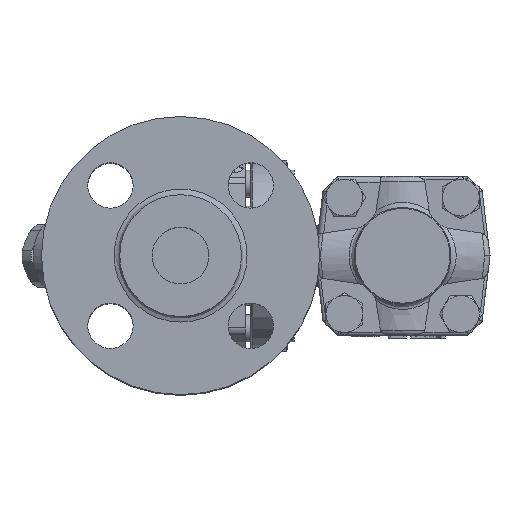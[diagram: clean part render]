
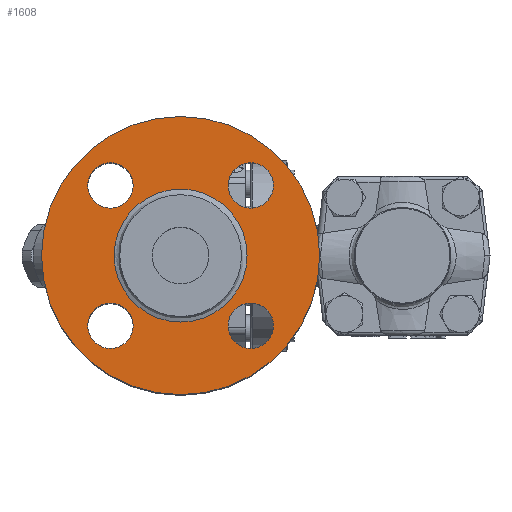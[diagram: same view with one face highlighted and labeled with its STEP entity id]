
A CAD part, top view. The second image highlights one B-rep face of the part: STEP entity #1608.
In plain terms, the highlighted planar face has unit normal (0, 0, 1).
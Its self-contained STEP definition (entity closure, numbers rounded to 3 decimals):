
#1480=CARTESIAN_POINT('',(-29.2,0.0,67.4));
#1481=VERTEX_POINT('',#1480);
#1482=CARTESIAN_POINT('',(-78.2,0.0,67.4));
#1483=DIRECTION('',(0.,0.0,1.0));
#1484=DIRECTION('',(1.0,0.0,0.));
#1485=AXIS2_PLACEMENT_3D('',#1482,#1483,#1484);
#1486=CIRCLE('',#1485,49.0);
#1487=EDGE_CURVE('',#1481,#1481,#1486,.T.);
#1530=CARTESIAN_POINT('',(-101.61,0.,67.4));
#1531=VERTEX_POINT('',#1530);
#1532=CARTESIAN_POINT('',(-78.2,0.0,67.4));
#1533=DIRECTION('',(0.,0.,1.0));
#1534=DIRECTION('',(1.0,0.,0.));
#1535=AXIS2_PLACEMENT_3D('',#1532,#1533,#1534);
#1536=CIRCLE('',#1535,23.41);
#1537=EDGE_CURVE('',#1531,#1531,#1536,.T.);
#1553=CARTESIAN_POINT('',(-42.975,0.0,67.4));
#1554=DIRECTION('',(0.,0.0,1.0));
#1555=DIRECTION('',(1.0,0.0,0.));
#1556=AXIS2_PLACEMENT_3D('',#1553,#1554,#1555);
#1557=PLANE('',#1556);
#1558=ORIENTED_EDGE('',*,*,#1487,.T.);
#1559=EDGE_LOOP('',(#1558));
#1560=FACE_OUTER_BOUND('',#1559,.T.);
#1561=CARTESIAN_POINT('',(-45.487,24.713,67.4));
#1562=VERTEX_POINT('',#1561);
#1563=CARTESIAN_POINT('',(-53.487,24.713,67.4));
#1564=DIRECTION('',(0.,0.0,-1.0));
#1565=DIRECTION('',(1.0,0.0,0.));
#1566=AXIS2_PLACEMENT_3D('',#1563,#1564,#1565);
#1567=CIRCLE('',#1566,8.0);
#1568=EDGE_CURVE('',#1562,#1562,#1567,.T.);
#1569=ORIENTED_EDGE('',*,*,#1568,.T.);
#1570=EDGE_LOOP('',(#1569));
#1571=FACE_BOUND('',#1570,.T.);
#1572=CARTESIAN_POINT('',(-102.913,32.713,67.4));
#1573=VERTEX_POINT('',#1572);
#1574=CARTESIAN_POINT('',(-102.913,24.713,67.4));
#1575=DIRECTION('',(0.,0.,-1.0));
#1576=DIRECTION('',(0.,1.0,0.));
#1577=AXIS2_PLACEMENT_3D('',#1574,#1575,#1576);
#1578=CIRCLE('',#1577,8.0);
#1579=EDGE_CURVE('',#1573,#1573,#1578,.T.);
#1580=ORIENTED_EDGE('',*,*,#1579,.T.);
#1581=EDGE_LOOP('',(#1580));
#1582=FACE_BOUND('',#1581,.T.);
#1583=CARTESIAN_POINT('',(-110.913,-24.713,67.4));
#1584=VERTEX_POINT('',#1583);
#1585=CARTESIAN_POINT('',(-102.913,-24.713,67.4));
#1586=DIRECTION('',(0.,0.,-1.0));
#1587=DIRECTION('',(-1.0,0.,0.));
#1588=AXIS2_PLACEMENT_3D('',#1585,#1586,#1587);
#1589=CIRCLE('',#1588,8.0);
#1590=EDGE_CURVE('',#1584,#1584,#1589,.T.);
#1591=ORIENTED_EDGE('',*,*,#1590,.T.);
#1592=EDGE_LOOP('',(#1591));
#1593=FACE_BOUND('',#1592,.T.);
#1594=CARTESIAN_POINT('',(-53.487,-32.713,67.4));
#1595=VERTEX_POINT('',#1594);
#1596=CARTESIAN_POINT('',(-53.487,-24.713,67.4));
#1597=DIRECTION('',(0.,0.,-1.0));
#1598=DIRECTION('',(0.,-1.0,0.));
#1599=AXIS2_PLACEMENT_3D('',#1596,#1597,#1598);
#1600=CIRCLE('',#1599,8.0);
#1601=EDGE_CURVE('',#1595,#1595,#1600,.T.);
#1602=ORIENTED_EDGE('',*,*,#1601,.T.);
#1603=EDGE_LOOP('',(#1602));
#1604=FACE_BOUND('',#1603,.T.);
#1605=ORIENTED_EDGE('',*,*,#1537,.F.);
#1606=EDGE_LOOP('',(#1605));
#1607=FACE_BOUND('',#1606,.T.);
#1608=ADVANCED_FACE('',(#1560,#1571,#1582,#1593,#1604,#1607),#1557,.T.);
